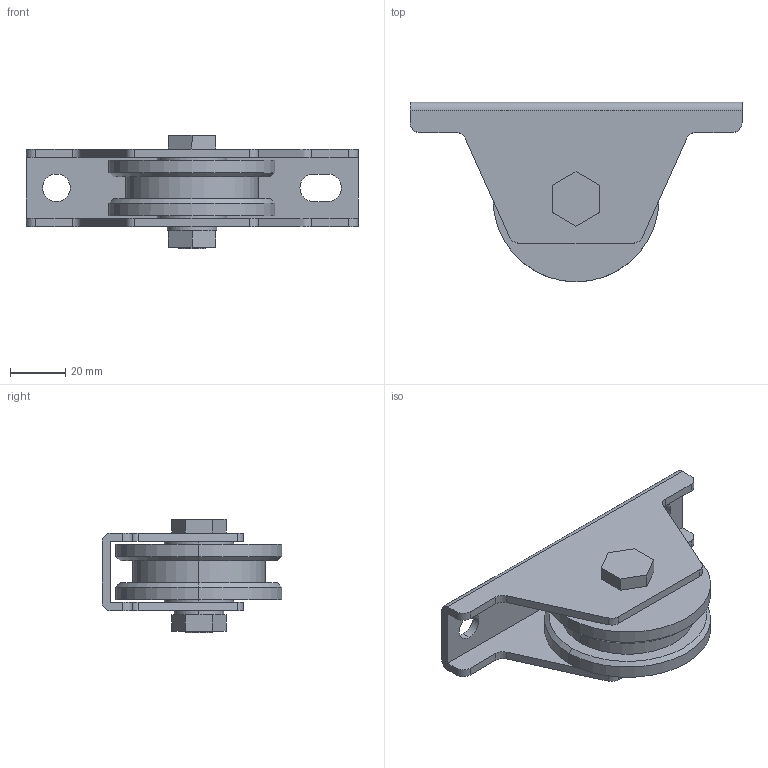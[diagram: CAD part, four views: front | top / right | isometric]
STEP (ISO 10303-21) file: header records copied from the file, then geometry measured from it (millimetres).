
FILE_DESCRIPTION (( 'STEP AP203' ), '1' );
FILE_NAME ('K-20-60.STEP', '2009-08-10T03:58:50', ( '11sw' ), ( 'タキゲン製造株式会社' ), 'SwSTEP 2.0', 'SolidWorks 2007', '' );
FILE_SCHEMA (( 'CONFIG_CONTROL_DESIGN' ));
Length unit declared in the file: millimetre
Products named in the file (1): K-20-60
Bounding box: 120 x 65 x 41 mm (x, y, z)
Volume: 82228.1 mm3; surface area: 31309.8 mm2
Topology: 1 solids, 1 shells, 87 faces, 218 edges, 140 vertices
Faces by surface type: plane 51, cylinder 32, cone 4
Entity records: 2693 total; most frequent: DIRECTION 474, CARTESIAN_POINT 446, ORIENTED_EDGE 436, EDGE_CURVE 218, AXIS2_PLACEMENT_3D 168, VERTEX_POINT 140, LINE 138, VECTOR 138
